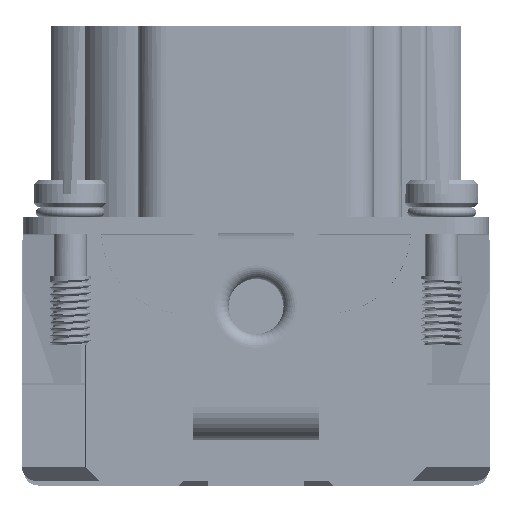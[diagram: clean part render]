
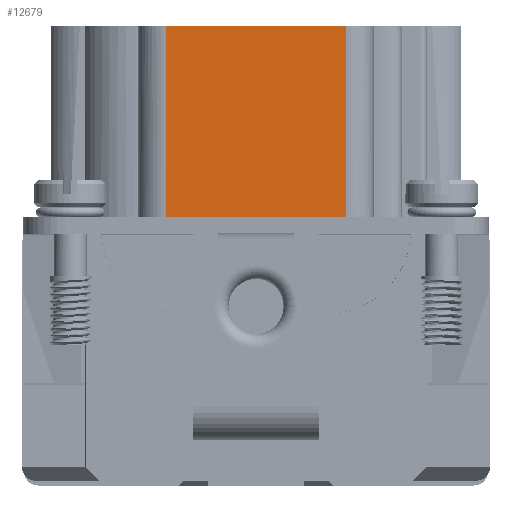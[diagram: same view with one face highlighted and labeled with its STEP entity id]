
A CAD part, left-side view. The second image highlights one B-rep face of the part: STEP entity #12679.
In plain terms, the highlighted planar face has unit normal (-1, 0, 0).
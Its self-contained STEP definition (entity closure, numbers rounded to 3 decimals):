
#12679=ADVANCED_FACE('',(#23807),#18865,.T.);
#18865=PLANE('',#150224);
#23807=FACE_OUTER_BOUND('',#30639,.T.);
#30639=EDGE_LOOP('',(#56398,#56399,#56400,#56401));
#56398=ORIENTED_EDGE('',*,*,#105775,.T.);
#56399=ORIENTED_EDGE('',*,*,#103791,.F.);
#56400=ORIENTED_EDGE('',*,*,#105773,.F.);
#56401=ORIENTED_EDGE('',*,*,#105139,.F.);
#86709=VERTEX_POINT('',#220667);
#86726=VERTEX_POINT('',#220700);
#87566=VERTEX_POINT('',#223483);
#87567=VERTEX_POINT('',#223485);
#103791=EDGE_CURVE('',#86726,#86709,#123252,.T.);
#105139=EDGE_CURVE('',#87566,#87567,#124253,.T.);
#105773=EDGE_CURVE('',#87567,#86726,#124725,.T.);
#105775=EDGE_CURVE('',#87566,#86709,#124726,.T.);
#123252=LINE('',#220701,#138340);
#124253=LINE('',#223484,#139341);
#124725=LINE('',#224708,#139813);
#124726=LINE('',#224711,#139814);
#138340=VECTOR('',#173738,1.);
#139341=VECTOR('',#176375,1.);
#139813=VECTOR('',#177381,1.);
#139814=VECTOR('',#177386,1.);
#150224=AXIS2_PLACEMENT_3D('',#224712,#177387,#177388);
#173738=DIRECTION('',(0.,1.,0.));
#176375=DIRECTION('',(0.,-1.,0.));
#177381=DIRECTION('',(0.,0.,-1.));
#177386=DIRECTION('',(0.,0.,-1.));
#177387=DIRECTION('',(-1.,0.,0.));
#177388=DIRECTION('',(0.,0.,1.));
#220667=CARTESIAN_POINT('',(-55.45,6.55,-13.85));
#220700=CARTESIAN_POINT('',(-55.45,-6.55,-13.85));
#220701=CARTESIAN_POINT('',(-55.45,0.,-13.85));
#223483=CARTESIAN_POINT('',(-55.45,6.55,0.));
#223484=CARTESIAN_POINT('',(-55.45,0.,0.));
#223485=CARTESIAN_POINT('',(-55.45,-6.55,0.));
#224708=CARTESIAN_POINT('',(-55.45,-6.55,-0.2));
#224711=CARTESIAN_POINT('',(-55.45,6.55,-0.2));
#224712=CARTESIAN_POINT('',(-55.45,8.55,0.));
